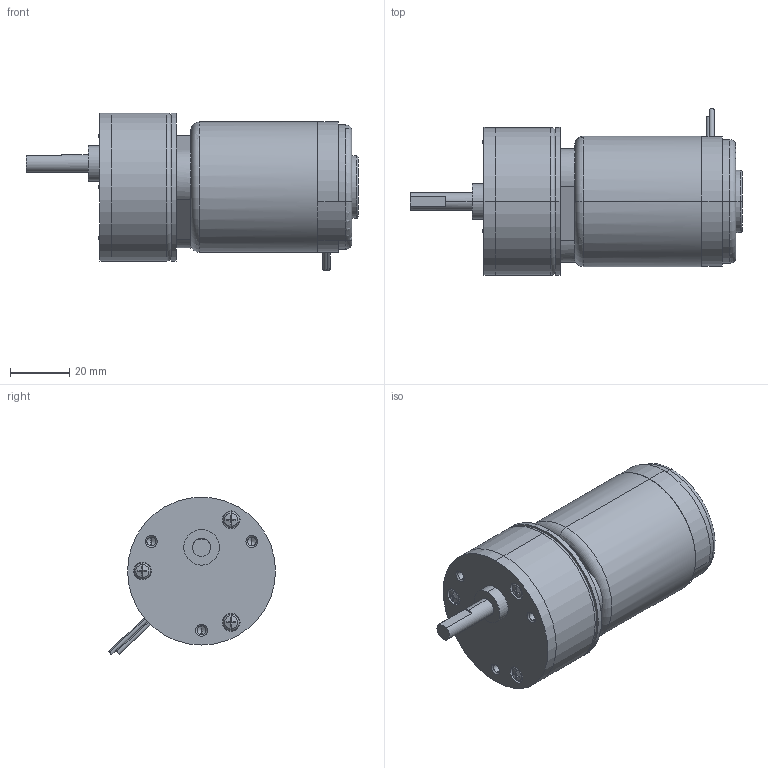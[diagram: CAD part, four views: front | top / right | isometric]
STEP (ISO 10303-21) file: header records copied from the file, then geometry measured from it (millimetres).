
FILE_DESCRIPTION(('starvars output'),'2;1');
FILE_NAME('44s50g.stp','09:41:35 2014/09/11',( 'Thomas Industrial Network Germany GmbH'),( 'Thomas Industrial Network Germany GmbH'),'unknown preprocess','ACIS' ,'unknown authorization');
FILE_SCHEMA(('AUTOMOTIVE_DESIGN_CC2 {UNKNOWN IMPLEMENTATION LEVEL}'));
Length unit declared in the file: millimetre
Products named in the file (4): PRODUCT_ID_16; PRODUCT_ID_17; PRODUCT_ID_18; PRODUCT_ID_19
Bounding box: 112.2 x 56.45 x 53.34 mm (x, y, z)
Volume: 139240.3 mm3; surface area: 19450.7 mm2
Topology: 10 solids, 13 shells, 255 faces, 572 edges, 345 vertices
Faces by surface type: plane 87, cylinder 87, cone 55, torus 20, bspline 6
Entity records: 8629 total; most frequent: CARTESIAN_POINT 1497, ORIENTED_EDGE 1120, DIRECTION 800, EDGE_CURVE 560, VERTEX_POINT 345, AXIS2_PLACEMENT_3D 289, EDGE_LOOP 287, FACE_BOUND 287
